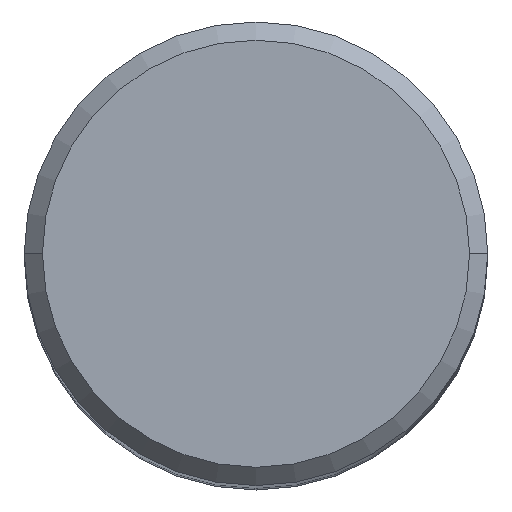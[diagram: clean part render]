
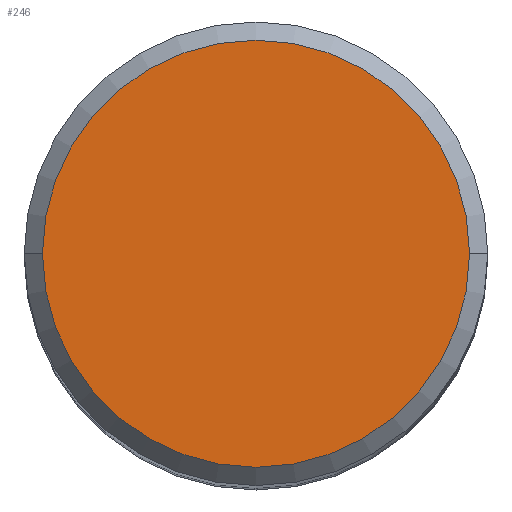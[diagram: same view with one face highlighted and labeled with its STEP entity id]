
A CAD part, top view. The second image highlights one B-rep face of the part: STEP entity #246.
In plain terms, the highlighted planar face has unit normal (0, 0, 1).
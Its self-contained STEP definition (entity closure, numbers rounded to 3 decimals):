
#30=PLANE('',#3164);
#246=ADVANCED_FACE('',(#525),#30,.F.);
#525=FACE_OUTER_BOUND('',#697,.T.);
#697=EDGE_LOOP('',(#1279,#1280,#1281,#1282));
#1279=ORIENTED_EDGE('',*,*,#1961,.T.);
#1280=ORIENTED_EDGE('',*,*,#1962,.T.);
#1281=ORIENTED_EDGE('',*,*,#1963,.T.);
#1282=ORIENTED_EDGE('',*,*,#1964,.T.);
#1627=VERTEX_POINT('',#6128);
#1628=VERTEX_POINT('',#6129);
#1629=VERTEX_POINT('',#6131);
#1630=VERTEX_POINT('',#6133);
#1961=EDGE_CURVE('',#1627,#1628,#2391,.T.);
#1962=EDGE_CURVE('',#1628,#1629,#2392,.T.);
#1963=EDGE_CURVE('',#1629,#1630,#2393,.T.);
#1964=EDGE_CURVE('',#1630,#1627,#2394,.T.);
#2391=CIRCLE('',#3160,11.7);
#2392=CIRCLE('',#3161,11.7);
#2393=CIRCLE('',#3162,11.7);
#2394=CIRCLE('',#3163,11.7);
#3160=AXIS2_PLACEMENT_3D('',#6127,#3890,#3891);
#3161=AXIS2_PLACEMENT_3D('',#6130,#3892,#3893);
#3162=AXIS2_PLACEMENT_3D('',#6132,#3894,#3895);
#3163=AXIS2_PLACEMENT_3D('',#6134,#3896,#3897);
#3164=AXIS2_PLACEMENT_3D('',#6135,#3898,#3899);
#3890=DIRECTION('',(0.,0.,1.));
#3891=DIRECTION('',(0.,1.,0.));
#3892=DIRECTION('',(0.,0.,1.));
#3893=DIRECTION('',(-1.,0.,0.));
#3894=DIRECTION('',(0.,0.,1.));
#3895=DIRECTION('',(0.,-1.,0.));
#3896=DIRECTION('',(0.,0.,1.));
#3897=DIRECTION('',(1.,0.,0.));
#3898=DIRECTION('',(0.,0.,-1.));
#3899=DIRECTION('',(-1.,0.,0.));
#6127=CARTESIAN_POINT('',(0.,0.,43.656));
#6128=CARTESIAN_POINT('',(0.,11.7,43.656));
#6129=CARTESIAN_POINT('',(-11.7,0.,43.656));
#6130=CARTESIAN_POINT('',(0.,0.,43.656));
#6131=CARTESIAN_POINT('',(0.,-11.7,43.656));
#6132=CARTESIAN_POINT('',(0.,0.,43.656));
#6133=CARTESIAN_POINT('',(11.7,0.,43.656));
#6134=CARTESIAN_POINT('',(0.,0.,43.656));
#6135=CARTESIAN_POINT('',(0.,0.,43.656));
